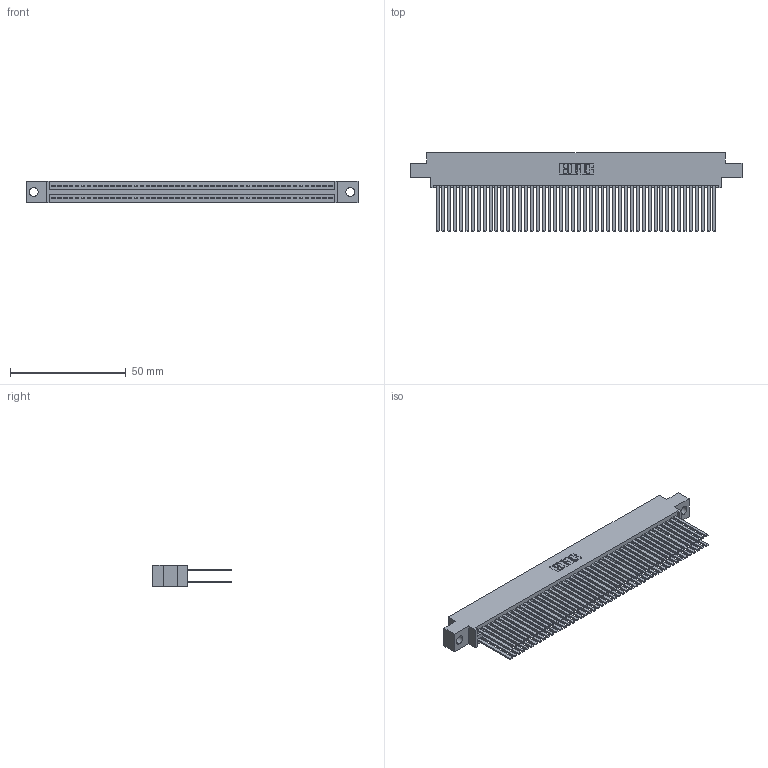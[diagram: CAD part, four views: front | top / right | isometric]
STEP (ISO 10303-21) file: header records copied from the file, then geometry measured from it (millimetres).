
FILE_DESCRIPTION (( 'STEP AP203' ), '1' );
FILE_NAME ('395-096-544-804.STEP', '2021-06-17T12:13:42', ( '' ), ( '' ), 'SwSTEP 2.0', 'SolidWorks 2020', '' );
FILE_SCHEMA (( 'CONFIG_CONTROL_DESIGN' ));
Length unit declared in the file: inch
Products named in the file (3): 345 Part_0.170 Offset - 0.156 Dia-TI; 345-292-001_345-293-144; 395-096-544-804
Assembly tree (97 placements, depth 2):
  395-096-544-804
    345 Part_0.170 Offset - 0.156 Dia-TI
    345-292-001_345-293-144  x96
Bounding box: 143.13 x 33.96 x 9.4 mm (x, y, z)
Volume: 15085.8 mm3; surface area: 26354.9 mm2
Topology: 97 solids, 97 shells, 4368 faces, 12965 edges, 8514 vertices
Faces by surface type: plane 2882, cylinder 1486
Entity records: 37221 total; most frequent: CARTESIAN_POINT 6238, ORIENTED_EDGE 6170, DIRECTION 5489, EDGE_CURVE 3085, LINE 2765, VECTOR 2765, VERTEX_POINT 2054, AXIS2_PLACEMENT_3D 1362
